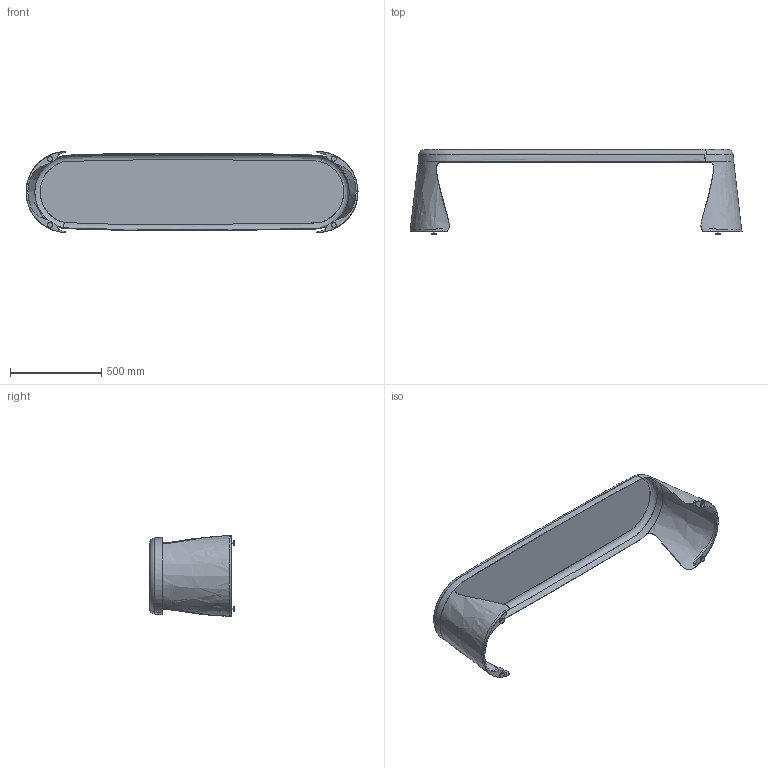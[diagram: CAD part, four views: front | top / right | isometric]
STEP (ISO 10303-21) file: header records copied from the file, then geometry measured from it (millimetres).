
FILE_DESCRIPTION (( 'STEP AP214' ), '1' );
FILE_NAME ('TBB180 STEP.STEP', '2021-05-12T08:48:11', ( '' ), ( '' ), 'SwSTEP 2.0', 'SolidWorks 2020', '' );
FILE_SCHEMA (( 'AUTOMOTIVE_DESIGN' ));
Length unit declared in the file: millimetre
Products named in the file (3): TBB180_Domyslna; Stelvoet DUPO Ø29 M10x19; TBB180 STEP
Assembly tree (5 placements, depth 2):
  TBB180 STEP
    TBB180_Domyslna
    Stelvoet DUPO Ø29 M10x19  x4
Bounding box: 1819.95 x 465.8 x 442.94 mm (x, y, z)
Volume: 936972.8 mm3; surface area: 2694500 mm2
Topology: 5 solids, 5 shells, 220 faces, 603 edges, 397 vertices
Faces by surface type: cylinder 176, bspline 26, plane 18
Entity records: 24712 total; most frequent: CARTESIAN_POINT 21768, ORIENTED_EDGE 536, DIRECTION 485, EDGE_CURVE 268, AXIS2_PLACEMENT_3D 210, VERTEX_POINT 175, CIRCLE 128, EDGE_LOOP 111
